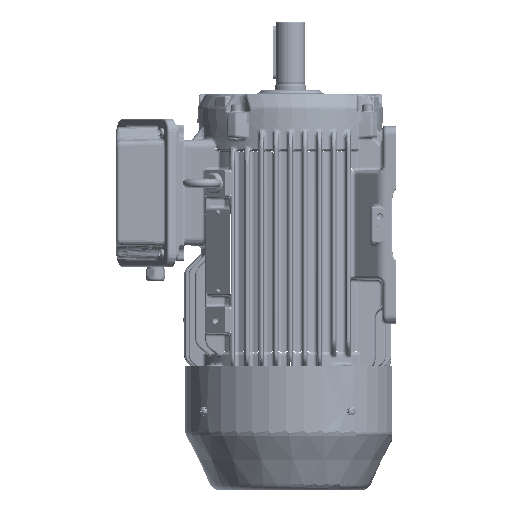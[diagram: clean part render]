
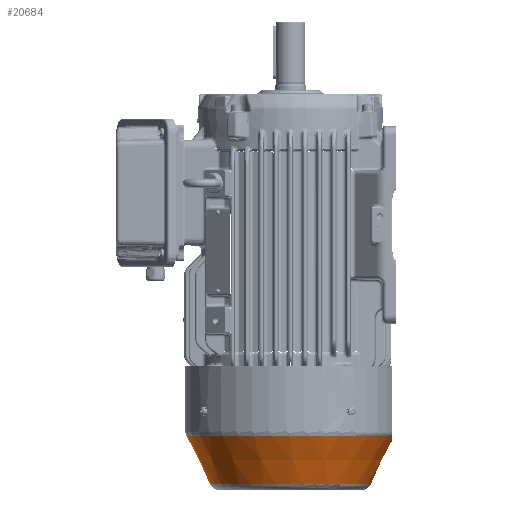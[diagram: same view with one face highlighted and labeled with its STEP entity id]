
A CAD part, left-side view. The second image highlights one B-rep face of the part: STEP entity #20684.
In plain terms, the highlighted conical face has half-angle 26 degrees and reference radius 76.488 mm.
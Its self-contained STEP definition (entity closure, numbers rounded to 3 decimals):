
#7027=B_SPLINE_CURVE_WITH_KNOTS('',3,(#203233,#203234,#203235,#203236,#203237,
#203238,#203239,#203240,#203241,#203242),.UNSPECIFIED.,.F.,.F.,(4,2,2,2,
4),(0.,0.25,0.375,0.5,1.),
 .UNSPECIFIED.);
#7028=B_SPLINE_CURVE_WITH_KNOTS('',3,(#203244,#203245,#203246,#203247,#203248,
#203249),.UNSPECIFIED.,.F.,.F.,(4,2,4),(0.,0.5,1.),.UNSPECIFIED.);
#10977=FACE_BOUND('',#31391,.T.);
#10978=FACE_BOUND('',#31392,.T.);
#11305=CONICAL_SURFACE('',#91826,76.488,26.);
#15902=CIRCLE('',#91809,98.988);
#15909=CIRCLE('',#91824,76.488);
#20684=ADVANCED_FACE('',(#10977,#10978),#11305,.T.);
#31391=EDGE_LOOP('',(#54739,#54740,#54741));
#31392=EDGE_LOOP('',(#54742));
#54739=ORIENTED_EDGE('',*,*,#76231,.T.);
#54740=ORIENTED_EDGE('',*,*,#76230,.T.);
#54741=ORIENTED_EDGE('',*,*,#76209,.T.);
#54742=ORIENTED_EDGE('',*,*,#76238,.F.);
#63064=VERTEX_POINT('',#203149);
#63066=VERTEX_POINT('',#203152);
#63082=VERTEX_POINT('',#203243);
#63084=VERTEX_POINT('',#203285);
#76209=EDGE_CURVE('',#63066,#63064,#15902,.T.);
#76230=EDGE_CURVE('',#63082,#63066,#7027,.T.);
#76231=EDGE_CURVE('',#63064,#63082,#7028,.T.);
#76238=EDGE_CURVE('',#63084,#63084,#15909,.T.);
#91809=AXIS2_PLACEMENT_3D('',#203151,#111953,#111954);
#91824=AXIS2_PLACEMENT_3D('',#203284,#111996,#111997);
#91826=AXIS2_PLACEMENT_3D('',#203287,#112000,#112001);
#111953=DIRECTION('',(0.,0.,-1.));
#111954=DIRECTION('',(-1.,0.,0.));
#111996=DIRECTION('',(0.,0.,-1.));
#111997=DIRECTION('',(-1.,0.,0.));
#112000=DIRECTION('',(0.,0.,1.));
#112001=DIRECTION('',(1.,0.,0.));
#203149=CARTESIAN_POINT('',(19.739,-97.,-333.252));
#203151=CARTESIAN_POINT('',(0.,0.,
-333.252));
#203152=CARTESIAN_POINT('',(-19.739,-97.,-333.252));
#203233=CARTESIAN_POINT('',(10.08,-97.,-336.257));
#203234=CARTESIAN_POINT('',(7.56,-97.,-336.791));
#203235=CARTESIAN_POINT('',(5.062,-97.,-337.125));
#203236=CARTESIAN_POINT('',(1.267,-97.,-337.328));
#203237=CARTESIAN_POINT('',(0.004,-97.,-337.345));
#203238=CARTESIAN_POINT('',(-2.522,-97.,-337.277));
#203239=CARTESIAN_POINT('',(-3.827,-97.,-337.189));
#203240=CARTESIAN_POINT('',(-9.948,-97.,-336.536));
#203241=CARTESIAN_POINT('',(-14.809,-97.,-335.267));
#203242=CARTESIAN_POINT('',(-19.739,-97.,-333.252));
#203243=CARTESIAN_POINT('',(10.08,-97.,-336.257));
#203244=CARTESIAN_POINT('',(19.739,-97.,-333.252));
#203245=CARTESIAN_POINT('',(18.145,-97.,-333.903));
#203246=CARTESIAN_POINT('',(16.556,-97.,-334.477));
#203247=CARTESIAN_POINT('',(13.382,-97.,-335.47));
#203248=CARTESIAN_POINT('',(11.709,-97.,-335.911));
#203249=CARTESIAN_POINT('',(10.08,-97.,-336.257));
#203284=CARTESIAN_POINT('',(0.,0.,
-379.384));
#203285=CARTESIAN_POINT('',(-76.488,0.,-379.384));
#203287=CARTESIAN_POINT('',(0.,0.,
-379.384));
